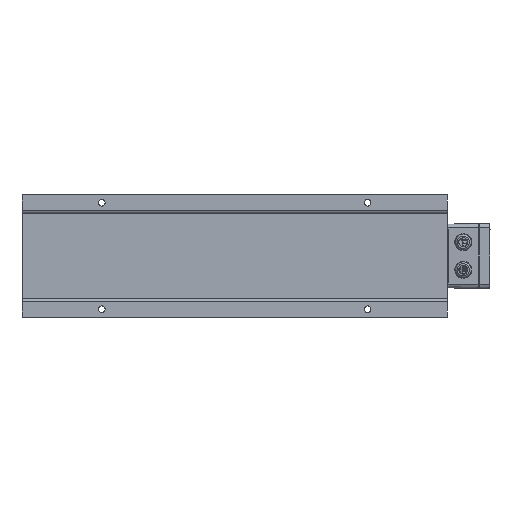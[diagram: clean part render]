
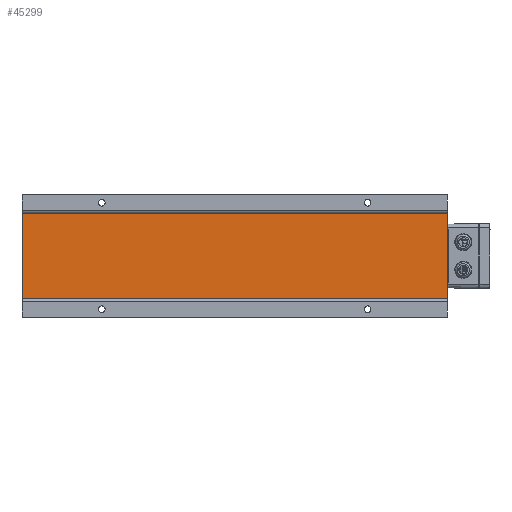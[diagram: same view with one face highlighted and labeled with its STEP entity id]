
A CAD part, front view. The second image highlights one B-rep face of the part: STEP entity #45299.
In plain terms, the highlighted planar face has unit normal (0, -1, 0).
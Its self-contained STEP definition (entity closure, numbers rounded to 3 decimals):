
#5104=FACE_OUTER_BOUND('',#7620,.T.);
#7620=EDGE_LOOP('',(#36899,#36900,#36901,#36902));
#11717=LINE('',#73971,#15877);
#11735=LINE('',#74023,#15895);
#11777=LINE('',#74148,#15937);
#11778=LINE('',#74150,#15938);
#15877=VECTOR('',#58340,10.);
#15895=VECTOR('',#58394,10.);
#15937=VECTOR('',#58528,10.);
#15938=VECTOR('',#58531,10.);
#19796=VERTEX_POINT('',#73968);
#19797=VERTEX_POINT('',#73970);
#19812=VERTEX_POINT('',#74020);
#19813=VERTEX_POINT('',#74022);
#25647=EDGE_CURVE('',#19797,#19796,#11717,.T.);
#25673=EDGE_CURVE('',#19812,#19813,#11735,.T.);
#25736=EDGE_CURVE('',#19813,#19796,#11777,.T.);
#25737=EDGE_CURVE('',#19812,#19797,#11778,.T.);
#36899=ORIENTED_EDGE('',*,*,#25736,.F.);
#36900=ORIENTED_EDGE('',*,*,#25673,.F.);
#36901=ORIENTED_EDGE('',*,*,#25737,.T.);
#36902=ORIENTED_EDGE('',*,*,#25647,.T.);
#40847=PLANE('',#48572);
#45299=ADVANCED_FACE('',(#5104),#40847,.T.);
#48572=AXIS2_PLACEMENT_3D('',#74149,#58529,#58530);
#58340=DIRECTION('',(-1.,0.,0.));
#58394=DIRECTION('',(-1.,0.,0.));
#58528=DIRECTION('',(0.,0.,1.));
#58529=DIRECTION('center_axis',(0.,-1.,0.));
#58530=DIRECTION('ref_axis',(0.,0.,
1.));
#58531=DIRECTION('',(0.,0.,1.));
#73968=CARTESIAN_POINT('',(-400.,-225.,80.));
#73970=CARTESIAN_POINT('',(400.,-225.,80.));
#73971=CARTESIAN_POINT('',(-400.,-225.,80.));
#74020=CARTESIAN_POINT('',(400.,-225.,-80.));
#74022=CARTESIAN_POINT('',(-400.,-225.,-80.));
#74023=CARTESIAN_POINT('',(400.,-225.,-80.));
#74148=CARTESIAN_POINT('',(-400.,-225.,-80.));
#74149=CARTESIAN_POINT('Origin',(400.,-225.,-80.));
#74150=CARTESIAN_POINT('',(400.,-225.,-80.));
